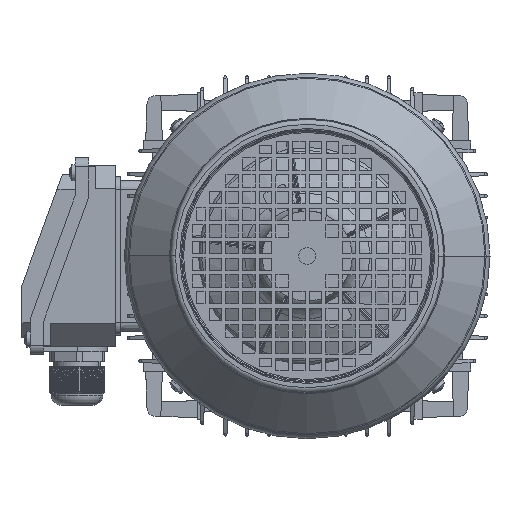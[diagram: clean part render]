
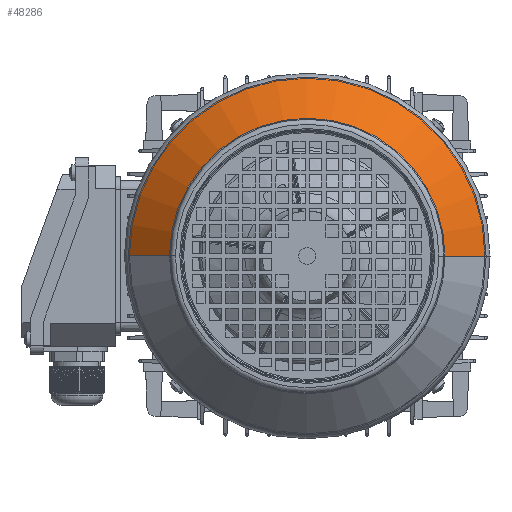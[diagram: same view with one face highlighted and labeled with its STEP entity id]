
A CAD part, left-side view. The second image highlights one B-rep face of the part: STEP entity #48286.
In plain terms, the highlighted conical face has half-angle 45 degrees and reference radius 82.586 mm.
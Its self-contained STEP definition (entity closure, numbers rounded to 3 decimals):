
#48286 = ADVANCED_FACE ( 'NONE', ( #84248 ), #84247, .T. ) ;
#48287 = EDGE_LOOP ( 'NONE', ( #48288, #48289, #48290, #48291 ) ) ;
#48288 = ORIENTED_EDGE ( 'NONE', *, *, #54752, .F. ) ;
#48289 = ORIENTED_EDGE ( 'NONE', *, *, #54759, .T. ) ;
#48290 = ORIENTED_EDGE ( 'NONE', *, *, #54755, .T. ) ;
#48291 = ORIENTED_EDGE ( 'NONE', *, *, #48292, .F. ) ;
#48292 = EDGE_CURVE ( 'NONE', #54685, #54684, #84240, .T. ) ;
#54684 = VERTEX_POINT ( 'NONE', #72658 ) ;
#54685 = VERTEX_POINT ( 'NONE', #72657 ) ;
#54696 = VERTEX_POINT ( 'NONE', #72697 ) ;
#54697 = VERTEX_POINT ( 'NONE', #72696 ) ;
#54752 = EDGE_CURVE ( 'NONE', #54697, #54685, #72818, .T. ) ;
#54755 = EDGE_CURVE ( 'NONE', #54696, #54684, #72876, .T. ) ;
#54759 = EDGE_CURVE ( 'NONE', #54697, #54696, #72870, .T. ) ;
#72657 = CARTESIAN_POINT ( 'NONE',  ( 74.743, 0., -107.257 ) ) ;
#72658 = CARTESIAN_POINT ( 'NONE',  ( 74.743, 0., 107.257 ) ) ;
#72696 = CARTESIAN_POINT ( 'NONE',  ( 99.414, 0., -82.586 ) ) ;
#72697 = CARTESIAN_POINT ( 'NONE',  ( 99.414, 0., 82.586 ) ) ;
#72817 = CARTESIAN_POINT ( 'NONE',  ( 99.414, 0., -82.586 ) ) ;
#72818 = LINE ( 'NONE', #72817, #72878 ) ;
#72862 = DIRECTION ( 'NONE',  ( 0., 0., 1. ) ) ;
#72863 = DIRECTION ( 'NONE',  ( -1., 0., 0. ) ) ;
#72864 = CARTESIAN_POINT ( 'NONE',  ( 99.414, 0., 0. ) ) ;
#72865 = AXIS2_PLACEMENT_3D ( 'NONE', #72864, #72863, #72862 ) ;
#72870 = CIRCLE ( 'NONE', #72865, 82.586 ) ;
#72873 = DIRECTION ( 'NONE',  ( -0.707, 0., 0.707 ) ) ;
#72874 = VECTOR ( 'NONE', #72873, 1000. ) ;
#72875 = CARTESIAN_POINT ( 'NONE',  ( 99.414, 0., 82.586 ) ) ;
#72876 = LINE ( 'NONE', #72875, #72874 ) ;
#72877 = DIRECTION ( 'NONE',  ( -0.707, 0., -0.707 ) ) ;
#72878 = VECTOR ( 'NONE', #72877, 1000. ) ;
#84226 = DIRECTION ( 'NONE',  ( 0., 0., 1. ) ) ;
#84228 = DIRECTION ( 'NONE',  ( -1., 0., 0. ) ) ;
#84230 = CARTESIAN_POINT ( 'NONE',  ( 74.743, 0., 0. ) ) ;
#84231 = AXIS2_PLACEMENT_3D ( 'NONE', #84230, #84228, #84226 ) ;
#84235 = DIRECTION ( 'NONE',  ( 0., 0., 1. ) ) ;
#84237 = DIRECTION ( 'NONE',  ( -1., 0., 0. ) ) ;
#84238 = CARTESIAN_POINT ( 'NONE',  ( 99.414, 0., 0. ) ) ;
#84239 = AXIS2_PLACEMENT_3D ( 'NONE', #84238, #84237, #84235 ) ;
#84240 = CIRCLE ( 'NONE', #84231, 107.257 ) ;
#84247 = CONICAL_SURFACE ( 'NONE', #84239, 82.586, 0.785 ) ;
#84248 = FACE_OUTER_BOUND ( 'NONE', #48287, .T. ) ;
